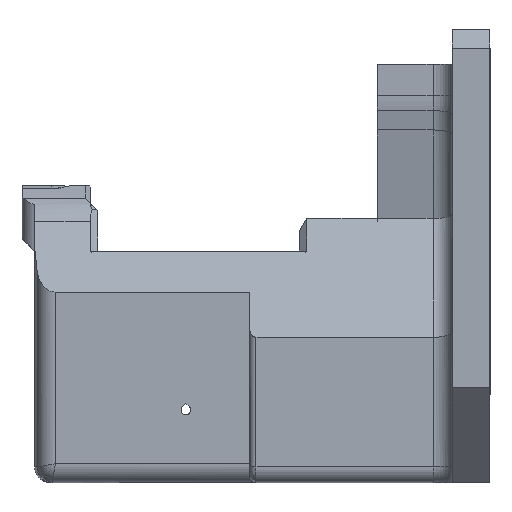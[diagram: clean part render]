
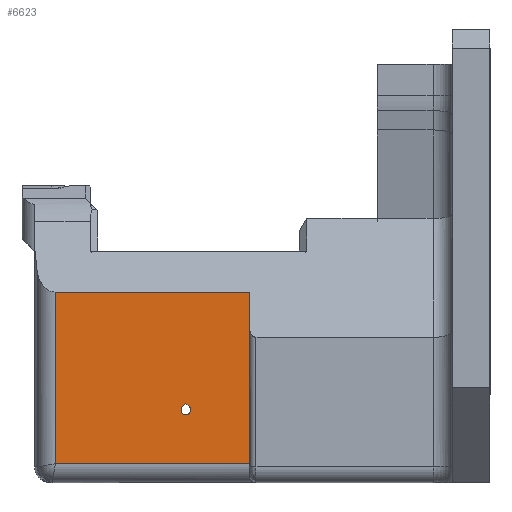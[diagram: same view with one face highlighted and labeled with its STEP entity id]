
A CAD part, left-side view. The second image highlights one B-rep face of the part: STEP entity #6623.
In plain terms, the highlighted planar face has unit normal (-1, 0, 0).
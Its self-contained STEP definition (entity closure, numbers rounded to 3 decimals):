
#182 = ORIENTED_EDGE ( 'NONE', *, *, #7962, .T. ) ;
#258 = FACE_OUTER_BOUND ( 'NONE', #6336, .T. ) ;
#362 = FACE_BOUND ( 'NONE', #1416, .T. ) ;
#401 = CARTESIAN_POINT ( 'NONE',  ( -17.35, 47.564, -3.973 ) ) ;
#483 = CIRCLE ( 'NONE', #1043, 0.75 ) ;
#639 = VERTEX_POINT ( 'NONE', #5743 ) ;
#740 = EDGE_CURVE ( 'NONE', #4599, #1519, #2794, .T. ) ;
#895 = VECTOR ( 'NONE', #5198, 1000. ) ;
#1043 = AXIS2_PLACEMENT_3D ( 'NONE', #6322, #8388, #8354 ) ;
#1254 = CARTESIAN_POINT ( 'NONE',  ( -17.35, 48.636, -3.973 ) ) ;
#1340 = VERTEX_POINT ( 'NONE', #401 ) ;
#1416 = EDGE_LOOP ( 'NONE', ( #1825, #3128, #5958, #1742, #3171 ) ) ;
#1519 = VERTEX_POINT ( 'NONE', #2741 ) ;
#1707 = CARTESIAN_POINT ( 'NONE',  ( -17.35, 48.1, -4.498 ) ) ;
#1742 = ORIENTED_EDGE ( 'NONE', *, *, #740, .T. ) ;
#1825 = ORIENTED_EDGE ( 'NONE', *, *, #8538, .T. ) ;
#1953 = ORIENTED_EDGE ( 'NONE', *, *, #2433, .T. ) ;
#2055 = ORIENTED_EDGE ( 'NONE', *, *, #2406, .F. ) ;
#2121 = CARTESIAN_POINT ( 'NONE',  ( -17.35, 48.1, -4.498 ) ) ;
#2145 = CARTESIAN_POINT ( 'NONE',  ( -17.35, 68.708, 14.145 ) ) ;
#2378 = EDGE_CURVE ( 'NONE', #1519, #6923, #7229, .T. ) ;
#2383 = VERTEX_POINT ( 'NONE', #2145 ) ;
#2406 = EDGE_CURVE ( 'NONE', #2383, #7012, #2766, .T. ) ;
#2433 = EDGE_CURVE ( 'NONE', #7235, #7012, #3736, .T. ) ;
#2438 = CARTESIAN_POINT ( 'NONE',  ( -17.35, 38., 14.145 ) ) ;
#2512 = DIRECTION ( 'NONE',  ( 0., 0., -1. ) ) ;
#2540 = DIRECTION ( 'NONE',  ( 0., -1., 0. ) ) ;
#2602 = DIRECTION ( 'NONE',  ( -1., 0., 0. ) ) ;
#2741 = CARTESIAN_POINT ( 'NONE',  ( -17.35, 48.85, -4.498 ) ) ;
#2766 = LINE ( 'NONE', #4019, #6705 ) ;
#2794 = CIRCLE ( 'NONE', #3456, 0.75 ) ;
#3128 = ORIENTED_EDGE ( 'NONE', *, *, #3731, .T. ) ;
#3135 = VERTEX_POINT ( 'NONE', #8494 ) ;
#3171 = ORIENTED_EDGE ( 'NONE', *, *, #2378, .T. ) ;
#3456 = AXIS2_PLACEMENT_3D ( 'NONE', #1707, #3739, #5130 ) ;
#3471 = AXIS2_PLACEMENT_3D ( 'NONE', #2121, #8408, #8835 ) ;
#3731 = EDGE_CURVE ( 'NONE', #639, #1340, #8074, .T. ) ;
#3736 = LINE ( 'NONE', #7495, #5723 ) ;
#3739 = DIRECTION ( 'NONE',  ( 1., 0., 0. ) ) ;
#4019 = CARTESIAN_POINT ( 'NONE',  ( -17.35, 72., 14.145 ) ) ;
#4151 = LINE ( 'NONE', #4489, #895 ) ;
#4164 = DIRECTION ( 'NONE',  ( 0., -1., 0. ) ) ;
#4342 = CARTESIAN_POINT ( 'NONE',  ( -17.35, 48.636, -3.973 ) ) ;
#4489 = CARTESIAN_POINT ( 'NONE',  ( -17.35, -46.688, -13. ) ) ;
#4597 = LINE ( 'NONE', #1254, #7888 ) ;
#4599 = VERTEX_POINT ( 'NONE', #4635 ) ;
#4615 = CARTESIAN_POINT ( 'NONE',  ( -17.35, 68.708, 36.974 ) ) ;
#4635 = CARTESIAN_POINT ( 'NONE',  ( -17.35, 47.35, -4.498 ) ) ;
#4663 = DIRECTION ( 'NONE',  ( 0., -0.7, 0.714 ) ) ;
#4676 = CARTESIAN_POINT ( 'NONE',  ( -17.35, -46.688, 36.974 ) ) ;
#4871 = DIRECTION ( 'NONE',  ( 0., -0.7, -0.714 ) ) ;
#5130 = DIRECTION ( 'NONE',  ( 0., -1., 0. ) ) ;
#5198 = DIRECTION ( 'NONE',  ( 0., -1., 0. ) ) ;
#5468 = CARTESIAN_POINT ( 'NONE',  ( -17.35, 38., -13. ) ) ;
#5488 = LINE ( 'NONE', #4615, #9012 ) ;
#5557 = DIRECTION ( 'NONE',  ( 0., 0., 1. ) ) ;
#5723 = VECTOR ( 'NONE', #5557, 1000. ) ;
#5743 = CARTESIAN_POINT ( 'NONE',  ( -17.35, 48.1, -3.426 ) ) ;
#5958 = ORIENTED_EDGE ( 'NONE', *, *, #6837, .T. ) ;
#6322 = CARTESIAN_POINT ( 'NONE',  ( -17.35, 48.1, -4.498 ) ) ;
#6336 = EDGE_LOOP ( 'NONE', ( #182, #7294, #1953, #2055 ) ) ;
#6623 = ADVANCED_FACE ( 'NONE', ( #362, #258 ), #6709, .T. ) ;
#6705 = VECTOR ( 'NONE', #4164, 1000. ) ;
#6709 = PLANE ( 'NONE',  #9024 ) ;
#6837 = EDGE_CURVE ( 'NONE', #1340, #4599, #483, .T. ) ;
#6923 = VERTEX_POINT ( 'NONE', #4342 ) ;
#7012 = VERTEX_POINT ( 'NONE', #2438 ) ;
#7229 = CIRCLE ( 'NONE', #3471, 0.75 ) ;
#7235 = VERTEX_POINT ( 'NONE', #5468 ) ;
#7294 = ORIENTED_EDGE ( 'NONE', *, *, #8429, .T. ) ;
#7495 = CARTESIAN_POINT ( 'NONE',  ( -17.35, 38., 0. ) ) ;
#7888 = VECTOR ( 'NONE', #4663, 1000. ) ;
#7962 = EDGE_CURVE ( 'NONE', #2383, #3135, #5488, .T. ) ;
#8074 = LINE ( 'NONE', #8362, #9081 ) ;
#8354 = DIRECTION ( 'NONE',  ( 0., -1., 0. ) ) ;
#8362 = CARTESIAN_POINT ( 'NONE',  ( -17.35, 48.1, -3.426 ) ) ;
#8388 = DIRECTION ( 'NONE',  ( 1., 0., 0. ) ) ;
#8408 = DIRECTION ( 'NONE',  ( 1., 0., 0. ) ) ;
#8429 = EDGE_CURVE ( 'NONE', #3135, #7235, #4151, .T. ) ;
#8494 = CARTESIAN_POINT ( 'NONE',  ( -17.35, 68.708, -13. ) ) ;
#8538 = EDGE_CURVE ( 'NONE', #6923, #639, #4597, .T. ) ;
#8835 = DIRECTION ( 'NONE',  ( 0., -1., 0. ) ) ;
#9012 = VECTOR ( 'NONE', #2512, 1000. ) ;
#9024 = AXIS2_PLACEMENT_3D ( 'NONE', #4676, #2602, #2540 ) ;
#9081 = VECTOR ( 'NONE', #4871, 1000. ) ;
